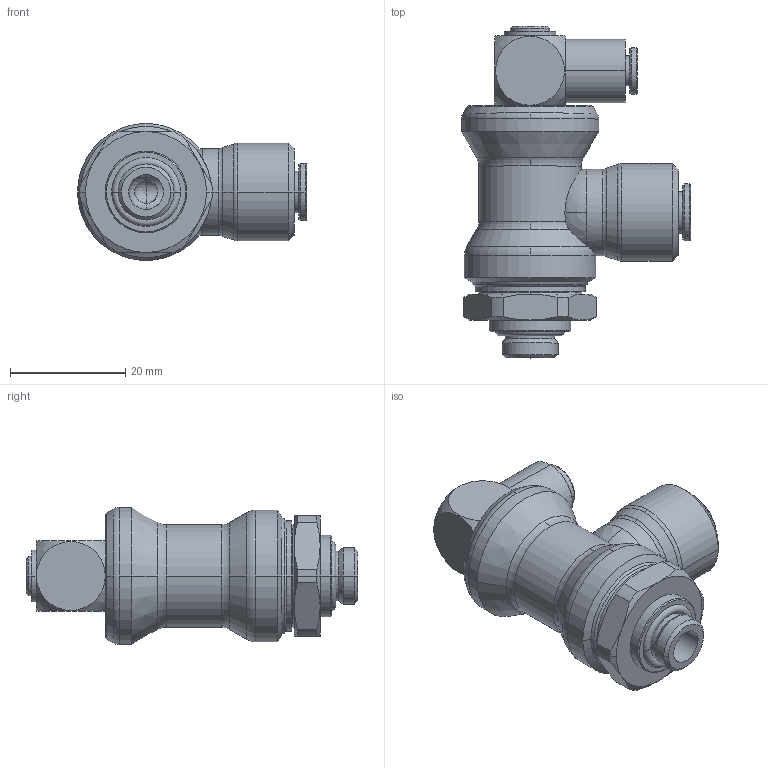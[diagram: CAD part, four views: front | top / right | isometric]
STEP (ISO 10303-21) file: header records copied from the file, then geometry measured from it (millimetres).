
FILE_DESCRIPTION(('STEP AP214'),'1');
FILE_NAME('7880_06_10.stp','2016-07-07T14:58:01',('TraceParts'),('TraceParts S.A.'),'Spatial InterOp 3D',' ',' ');
FILE_SCHEMA(('automotive_design'));
Length unit declared in the file: millimetre
Products named in the file (1): 1
Bounding box: 39.76 x 57.6 x 23.8 mm (x, y, z)
Volume: 17615.4 mm3; surface area: 7262.5 mm2
Topology: 1 solids, 1 shells, 152 faces, 374 edges, 231 vertices
Faces by surface type: cone 50, cylinder 46, plane 27, torus 22, sphere 7
Entity records: 4870 total; most frequent: CARTESIAN_POINT 1190, DIRECTION 869, ORIENTED_EDGE 732, AXIS2_PLACEMENT_3D 390, EDGE_CURVE 366, CIRCLE 233, VERTEX_POINT 231, EDGE_LOOP 169
